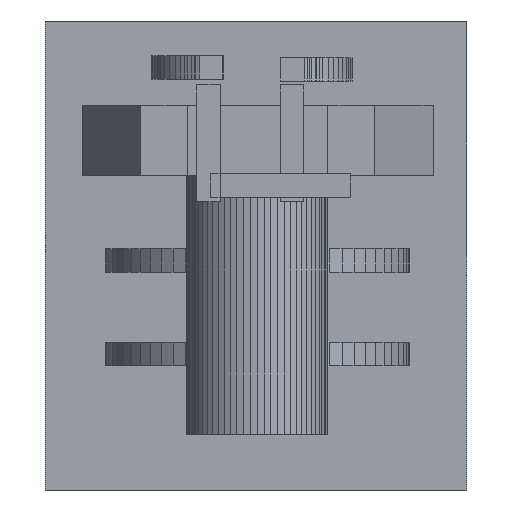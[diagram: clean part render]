
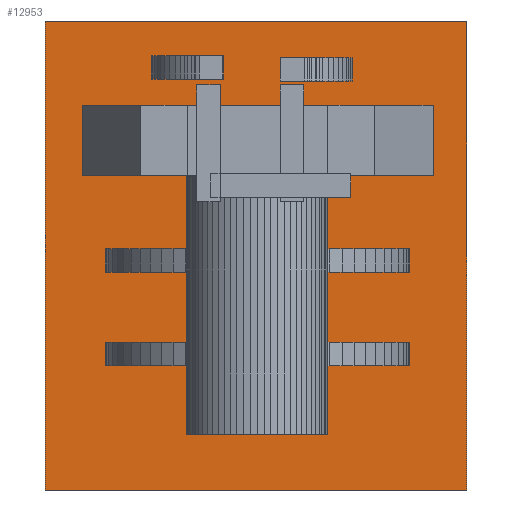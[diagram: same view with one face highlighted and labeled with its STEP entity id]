
A CAD part, left-side view. The second image highlights one B-rep face of the part: STEP entity #12953.
In plain terms, the highlighted planar face has unit normal (-1, 0, 0).
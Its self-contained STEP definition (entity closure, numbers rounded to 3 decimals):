
#669=FACE_OUTER_BOUND('',#1317,.T.);
#1317=EDGE_LOOP('',(#11675,#11676,#11677,#11678));
#3145=LINE('',#20388,#4975);
#3146=LINE('',#20392,#4976);
#3147=LINE('',#20393,#4977);
#3148=LINE('',#20394,#4978);
#4975=VECTOR('',#16702,1000.);
#4976=VECTOR('',#16705,1000.);
#4977=VECTOR('',#16706,1000.);
#4978=VECTOR('',#16707,1000.);
#6197=VERTEX_POINT('',#20384);
#6198=VERTEX_POINT('',#20386);
#6199=VERTEX_POINT('',#20390);
#6200=VERTEX_POINT('',#20391);
#8025=EDGE_CURVE('',#6197,#6198,#3145,.T.);
#8026=EDGE_CURVE('',#6199,#6200,#3146,.T.);
#8027=EDGE_CURVE('',#6197,#6199,#3147,.T.);
#8028=EDGE_CURVE('',#6200,#6198,#3148,.T.);
#11675=ORIENTED_EDGE('',*,*,#8026,.F.);
#11676=ORIENTED_EDGE('',*,*,#8027,.F.);
#11677=ORIENTED_EDGE('',*,*,#8025,.T.);
#11678=ORIENTED_EDGE('',*,*,#8028,.F.);
#12320=PLANE('',#13614);
#12953=ADVANCED_FACE('',(#669),#12320,.F.);
#13614=AXIS2_PLACEMENT_3D('',#20389,#16703,#16704);
#16702=DIRECTION('',(0.,1.,0.));
#16703=DIRECTION('center_axis',(1.,0.,0.));
#16704=DIRECTION('ref_axis',(0.,0.,-1.));
#16705=DIRECTION('',(0.,1.,0.));
#16706=DIRECTION('',(0.,0.,-1.));
#16707=DIRECTION('',(0.,0.,1.));
#20384=CARTESIAN_POINT('',(-149.956,-9.,7.421));
#20386=CARTESIAN_POINT('',(-149.956,9.,7.421));
#20388=CARTESIAN_POINT('',(-149.956,-9.,7.421));
#20389=CARTESIAN_POINT('Origin',(-149.956,0.,-2.579));
#20390=CARTESIAN_POINT('',(-149.956,-9.,-12.579));
#20391=CARTESIAN_POINT('',(-149.956,9.,-12.579));
#20392=CARTESIAN_POINT('',(-149.956,-9.,-12.579));
#20393=CARTESIAN_POINT('',(-149.956,-9.,7.421));
#20394=CARTESIAN_POINT('',(-149.956,9.,-12.579));
